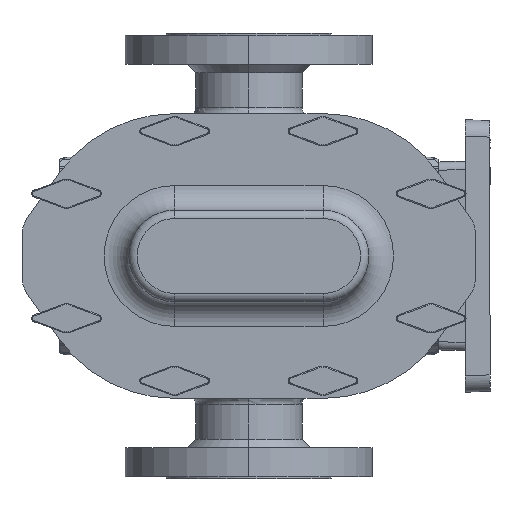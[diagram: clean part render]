
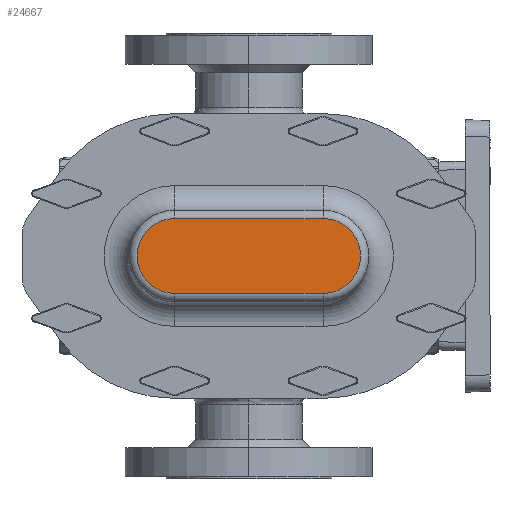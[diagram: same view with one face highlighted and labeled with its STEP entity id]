
A CAD part, left-side view. The second image highlights one B-rep face of the part: STEP entity #24667.
In plain terms, the highlighted planar face has unit normal (-1, 0, 0).
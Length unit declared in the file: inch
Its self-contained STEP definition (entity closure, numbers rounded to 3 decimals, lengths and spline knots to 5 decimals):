
#715 = DIRECTION ( 'NONE',  ( -1., 0., 0. ) ) ;
#1040 = DIRECTION ( 'NONE',  ( -1., 0., 0. ) ) ;
#1784 = VECTOR ( 'NONE', #5174, 39.37008 ) ;
#2471 = ORIENTED_EDGE ( 'NONE', *, *, #21117, .T. ) ;
#2719 = DIRECTION ( 'NONE',  ( 0., 1., 0. ) ) ;
#3007 = DIRECTION ( 'NONE',  ( -1., 0., 0. ) ) ;
#3316 = CARTESIAN_POINT ( 'NONE',  ( -2.21, 2.25, 1.135 ) ) ;
#4163 = EDGE_LOOP ( 'NONE', ( #24925, #37129, #14275, #2471 ) ) ;
#5174 = DIRECTION ( 'NONE',  ( 0., -1., 0. ) ) ;
#5291 = AXIS2_PLACEMENT_3D ( 'NONE', #37975, #1040, #13429 ) ;
#6577 = EDGE_CURVE ( 'NONE', #9173, #25305, #15302, .T. ) ;
#7850 = CARTESIAN_POINT ( 'NONE',  ( -2.21, -2.25, -1.135 ) ) ;
#8905 = CARTESIAN_POINT ( 'NONE',  ( -2.21, 2.25, 0. ) ) ;
#9173 = VERTEX_POINT ( 'NONE', #12148 ) ;
#9585 = AXIS2_PLACEMENT_3D ( 'NONE', #8905, #3007, #11360 ) ;
#10462 = VERTEX_POINT ( 'NONE', #12319 ) ;
#11360 = DIRECTION ( 'NONE',  ( 0., 0., 1. ) ) ;
#12148 = CARTESIAN_POINT ( 'NONE',  ( -2.21, -2.25, 1.135 ) ) ;
#12319 = CARTESIAN_POINT ( 'NONE',  ( -2.21, 2.25, -1.135 ) ) ;
#13107 = DIRECTION ( 'NONE',  ( 0., 0., 1. ) ) ;
#13429 = DIRECTION ( 'NONE',  ( 0., 0., 1. ) ) ;
#14275 = ORIENTED_EDGE ( 'NONE', *, *, #19970, .T. ) ;
#14820 = PLANE ( 'NONE',  #9585 ) ;
#15302 = LINE ( 'NONE', #3316, #29503 ) ;
#15739 = EDGE_CURVE ( 'NONE', #25305, #10462, #24809, .T. ) ;
#18512 = AXIS2_PLACEMENT_3D ( 'NONE', #37656, #715, #13107 ) ;
#19970 = EDGE_CURVE ( 'NONE', #10462, #29929, #29735, .T. ) ;
#21117 = EDGE_CURVE ( 'NONE', #29929, #9173, #30177, .T. ) ;
#24667 = ADVANCED_FACE ( 'NONE', ( #36506 ), #14820, .T. ) ;
#24809 = CIRCLE ( 'NONE', #5291, 1.135 ) ;
#24925 = ORIENTED_EDGE ( 'NONE', *, *, #6577, .T. ) ;
#25305 = VERTEX_POINT ( 'NONE', #36224 ) ;
#26272 = CARTESIAN_POINT ( 'NONE',  ( -2.21, -2.25, -1.135 ) ) ;
#29503 = VECTOR ( 'NONE', #2719, 39.37008 ) ;
#29735 = LINE ( 'NONE', #26272, #1784 ) ;
#29929 = VERTEX_POINT ( 'NONE', #7850 ) ;
#30177 = CIRCLE ( 'NONE', #18512, 1.135 ) ;
#36224 = CARTESIAN_POINT ( 'NONE',  ( -2.21, 2.25, 1.135 ) ) ;
#36506 = FACE_OUTER_BOUND ( 'NONE', #4163, .T. ) ;
#37129 = ORIENTED_EDGE ( 'NONE', *, *, #15739, .T. ) ;
#37656 = CARTESIAN_POINT ( 'NONE',  ( -2.21, -2.25, 0. ) ) ;
#37975 = CARTESIAN_POINT ( 'NONE',  ( -2.21, 2.25, 0. ) ) ;
